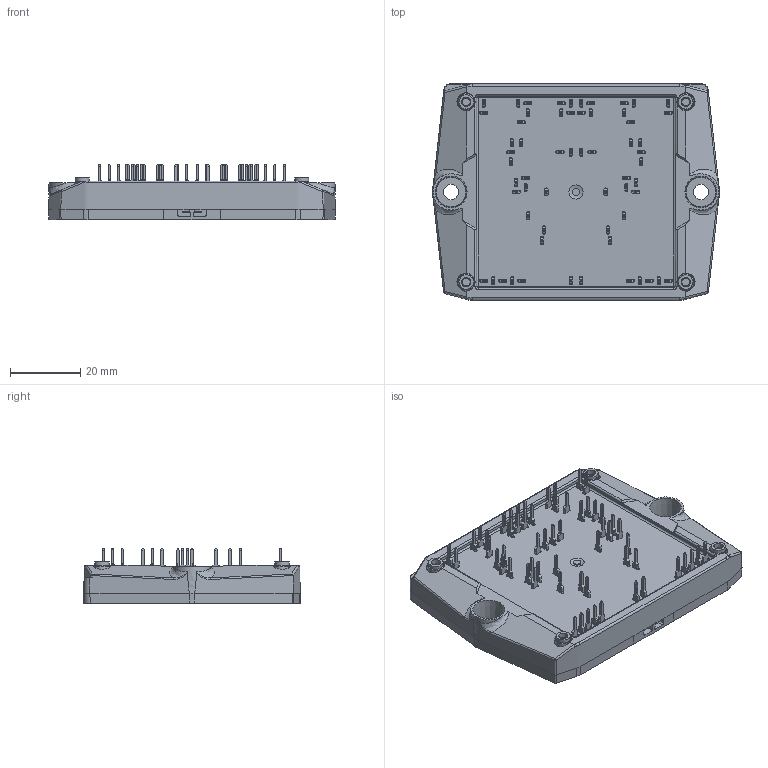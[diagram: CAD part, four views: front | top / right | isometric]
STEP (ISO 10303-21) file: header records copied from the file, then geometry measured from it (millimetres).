
FILE_DESCRIPTION(/* description */ ('Unknown'),/* implementation_level */ '2;1');
FILE_NAME(/* name */ 'FlowS3-4T120Z-PA50(600)-02-OL',/* time_stamp */ '2024-11-11T13:18:56+01:00',/* author */ ('Unknown'),/* organization */ ('Unknown'),/* preprocessor_version */ 'ST-DEVELOPER v18.104',/* originating_system */ 'Solid Edge',/* authorisation */ 'Unknown');
FILE_SCHEMA (('AUTOMOTIVE_DESIGN {1 0 10303 214 3 1 1}'));
Products named in the file (1): FlowS3-4T120Z-PA50-OL
Bounding box: 81.54 x 61.55 x 15.88 mm (x, y, z)
Volume: 41432.9 mm3; surface area: 19957.8 mm2
Topology: 1 solids, 1 shells, 3428 faces, 9366 edges, 6107 vertices
Faces by surface type: plane 1704, cylinder 1118, cone 436, bspline 153, torus 9, sphere 8
Full cylindrical faces by diameter (mm): 2 x1, 4 x1, 4.082 x4, 4.4 x2, 10.4 x2
Entity records: 139020 total; most frequent: CARTESIAN_POINT 28397, ORIENTED_EDGE 18594, DIRECTION 17657, EDGE_CURVE 9297, AXIS2_PLACEMENT_3D 6118, VERTEX_POINT 6088, LINE 5421, VECTOR 5421
